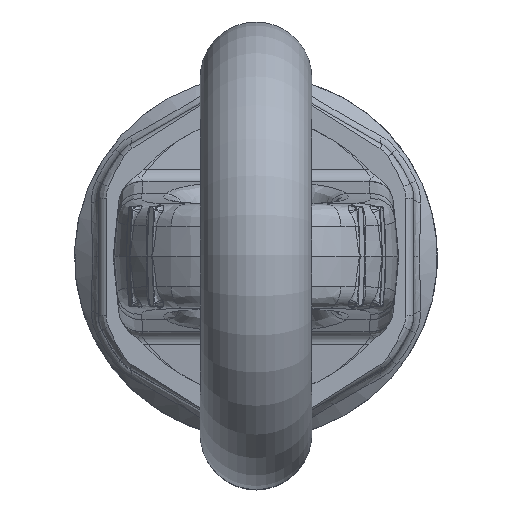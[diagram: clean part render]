
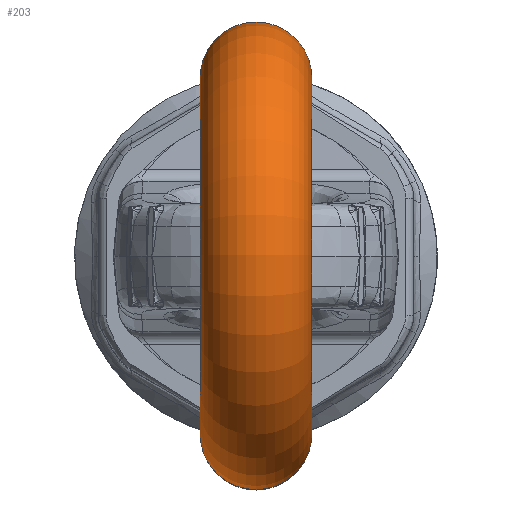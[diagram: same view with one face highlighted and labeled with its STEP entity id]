
A CAD part, top view. The second image highlights one B-rep face of the part: STEP entity #203.
In plain terms, the highlighted toroidal (fillet/blend) face has major radius 25.5 mm and minor radius 8 mm.
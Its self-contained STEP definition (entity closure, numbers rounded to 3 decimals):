
#63=CARTESIAN_POINT('Axis2P3D Location',(0.,0.,38.5)) ;
#68=CARTESIAN_POINT('Axis2P3D Location',(-8.,0.,38.5)) ;
#72=CARTESIAN_POINT('Vertex',(-8.,25.5,38.5)) ;
#74=CARTESIAN_POINT('Vertex',(-8.,-25.5,38.5)) ;
#81=CARTESIAN_POINT('Vertex',(8.,25.5,38.5)) ;
#84=CARTESIAN_POINT('Axis2P3D Location',(8.,0.,38.5)) ;
#88=CARTESIAN_POINT('Vertex',(8.,-25.5,38.5)) ;
#187=CARTESIAN_POINT('Axis2P3D Location',(0.,25.5,38.5)) ;
#192=CARTESIAN_POINT('Axis2P3D Location',(0.,-25.5,38.5)) ;
#64=DIRECTION('Axis2P3D Direction',(1.,0.,0.)) ;
#65=DIRECTION('Axis2P3D XDirection',(0.,1.,0.)) ;
#69=DIRECTION('Axis2P3D Direction',(1.,0.,0.)) ;
#85=DIRECTION('Axis2P3D Direction',(1.,0.,0.)) ;
#188=DIRECTION('Axis2P3D Direction',(0.,0.,-1.)) ;
#193=DIRECTION('Axis2P3D Direction',(-0.,0.,1.)) ;
#66=AXIS2_PLACEMENT_3D('Torus Axis2P3D',#63,#64,#65) ;
#70=AXIS2_PLACEMENT_3D('Circle Axis2P3D',#68,#69,$) ;
#86=AXIS2_PLACEMENT_3D('Circle Axis2P3D',#84,#85,$) ;
#189=AXIS2_PLACEMENT_3D('Circle Axis2P3D',#187,#188,$) ;
#194=AXIS2_PLACEMENT_3D('Circle Axis2P3D',#192,#193,$) ;
#198=ORIENTED_EDGE('',*,*,#90,.F.) ;
#199=ORIENTED_EDGE('',*,*,#191,.T.) ;
#200=ORIENTED_EDGE('',*,*,#76,.T.) ;
#201=ORIENTED_EDGE('',*,*,#196,.F.) ;
#203=ADVANCED_FACE('\X2\710A63A574B0\X0\',(#202),#67,.T.) ;
#71=CIRCLE('generated circle',#70,25.5) ;
#87=CIRCLE('generated circle',#86,25.5) ;
#190=CIRCLE('generated circle',#189,8.) ;
#195=CIRCLE('generated circle',#194,8.) ;
#67=TOROIDAL_SURFACE('homeo Torus',#66,25.5,8.) ;
#76=EDGE_CURVE('',#73,#75,#71,.T.) ;
#90=EDGE_CURVE('',#82,#89,#87,.T.) ;
#191=EDGE_CURVE('',#82,#73,#190,.F.) ;
#196=EDGE_CURVE('',#89,#75,#195,.F.) ;
#197=EDGE_LOOP('',(#198,#199,#200,#201)) ;
#202=FACE_OUTER_BOUND('',#197,.T.) ;
#73=VERTEX_POINT('',#72) ;
#75=VERTEX_POINT('',#74) ;
#82=VERTEX_POINT('',#81) ;
#89=VERTEX_POINT('',#88) ;
